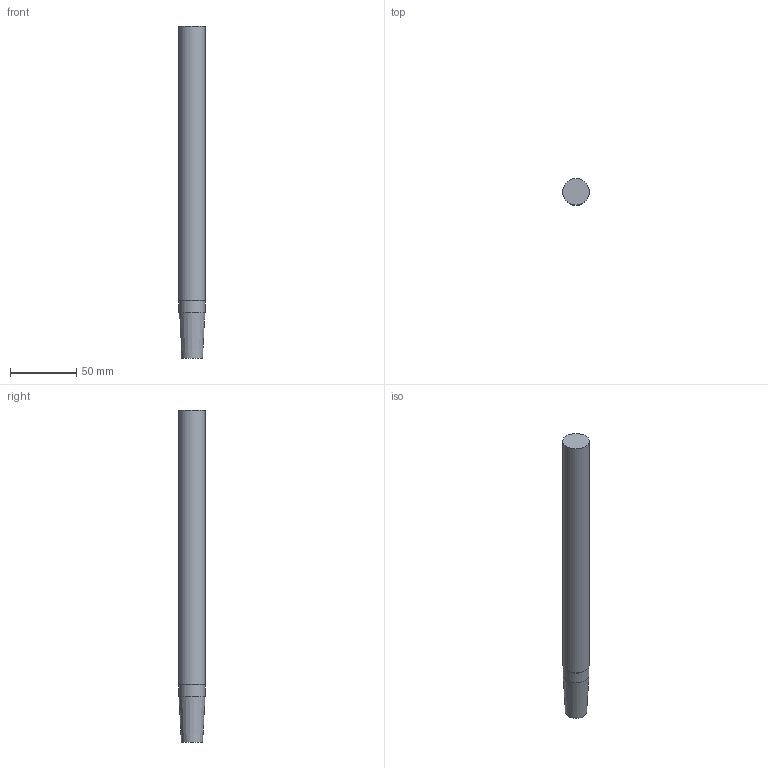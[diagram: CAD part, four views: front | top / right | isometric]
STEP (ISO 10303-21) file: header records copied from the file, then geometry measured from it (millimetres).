
FILE_DESCRIPTION((''),'1');
FILE_NAME('ST20-SRC10S-250.stp','2013-09-19T06:25:47',(''),(''),'Spatial Interop R18','Kubotek KeyCreator V8.5.1 (14335)',' ');
FILE_SCHEMA(('CONFIG_CONTROL_DESIGN'));
Length unit declared in the file: millimetre
Products named in the file (1): 1
Bounding box: 20 x 20 x 250 mm (x, y, z)
Volume: 76215.9 mm3; surface area: 15980.7 mm2
Topology: 1 solids, 1 shells, 6 faces, 9 edges, 5 vertices
Faces by surface type: plane 2, cylinder 2, cone 2
Full cylindrical faces by diameter (mm): 19.6 x1, 20 x1
Entity records: 158 total; most frequent: DIRECTION 24, CARTESIAN_POINT 17, AXIS2_PLACEMENT_3D 12, EDGE_LOOP 10, ORIENTED_EDGE 10, FACE_BOUND 8, ADVANCED_FACE 6, CC_DESIGN_PERSON_AND_ORGANIZATION_ASSIGNMENT 5
